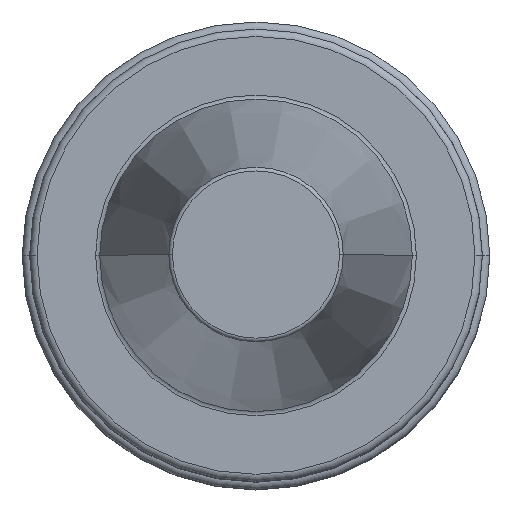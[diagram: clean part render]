
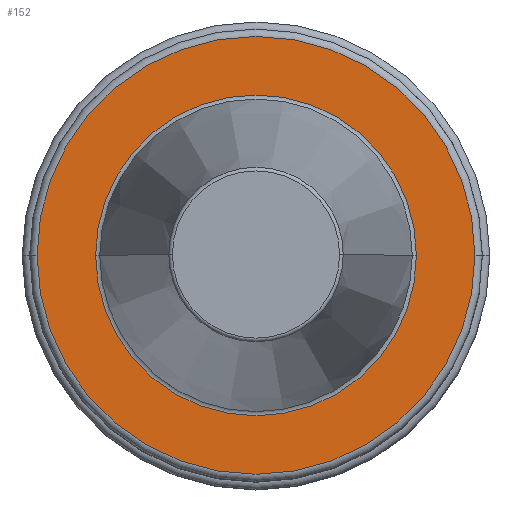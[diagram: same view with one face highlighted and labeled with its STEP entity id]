
A CAD part, top view. The second image highlights one B-rep face of the part: STEP entity #152.
In plain terms, the highlighted planar face has unit normal (0, 0, 1).
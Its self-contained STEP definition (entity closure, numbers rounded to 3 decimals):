
#41=FACE_BOUND('',#267,.T.);
#42=FACE_BOUND('',#268,.T.);
#48=PLANE('',#824);
#152=ADVANCED_FACE('',(#41,#42),#48,.F.);
#267=EDGE_LOOP('',(#423,#424));
#268=EDGE_LOOP('',(#425,#426));
#423=ORIENTED_EDGE('',*,*,#608,.T.);
#424=ORIENTED_EDGE('',*,*,#537,.T.);
#425=ORIENTED_EDGE('',*,*,#609,.F.);
#426=ORIENTED_EDGE('',*,*,#558,.F.);
#483=VERTEX_POINT('',#1155);
#484=VERTEX_POINT('',#1156);
#497=VERTEX_POINT('',#1195);
#498=VERTEX_POINT('',#1197);
#537=EDGE_CURVE('',#483,#484,#631,.T.);
#558=EDGE_CURVE('',#497,#498,#646,.T.);
#608=EDGE_CURVE('',#484,#483,#680,.T.);
#609=EDGE_CURVE('',#498,#497,#681,.T.);
#631=CIRCLE('',#741,22.24);
#646=CIRCLE('',#762,16.291);
#680=CIRCLE('',#822,22.24);
#681=CIRCLE('',#823,16.291);
#741=AXIS2_PLACEMENT_3D('',#1154,#892,#893);
#762=AXIS2_PLACEMENT_3D('',#1196,#940,#941);
#822=AXIS2_PLACEMENT_3D('',#1293,#1076,#1077);
#823=AXIS2_PLACEMENT_3D('',#1294,#1078,#1079);
#824=AXIS2_PLACEMENT_3D('',#1295,#1080,#1081);
#892=DIRECTION('',(0.,0.,1.));
#893=DIRECTION('',(-1.,0.,0.));
#940=DIRECTION('',(0.,0.,1.));
#941=DIRECTION('',(1.,0.,0.));
#1076=DIRECTION('',(0.,0.,1.));
#1077=DIRECTION('',(-1.,0.,0.));
#1078=DIRECTION('',(0.,0.,1.));
#1079=DIRECTION('',(1.,0.,0.));
#1080=DIRECTION('',(0.,0.,-1.));
#1081=DIRECTION('',(1.,0.,0.));
#1154=CARTESIAN_POINT('',(0.,0.,-2.));
#1155=CARTESIAN_POINT('',(22.24,0.,-2.));
#1156=CARTESIAN_POINT('',(-22.24,0.,-2.));
#1195=CARTESIAN_POINT('',(-16.291,0.,-2.));
#1196=CARTESIAN_POINT('',(0.,0.,-2.));
#1197=CARTESIAN_POINT('',(16.291,0.,-2.));
#1293=CARTESIAN_POINT('',(0.,0.,-2.));
#1294=CARTESIAN_POINT('',(0.,0.,-2.));
#1295=CARTESIAN_POINT('',(0.,16.291,-2.));
